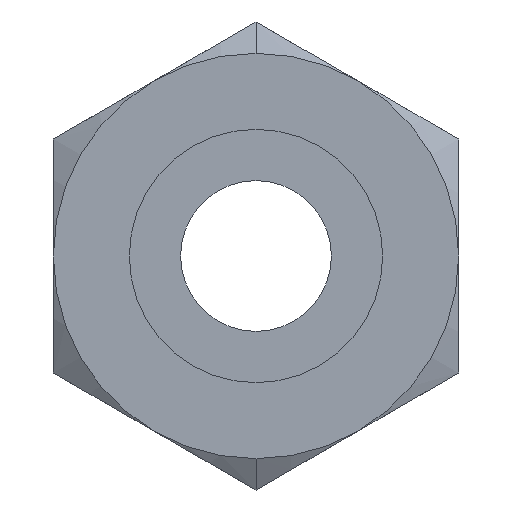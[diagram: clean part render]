
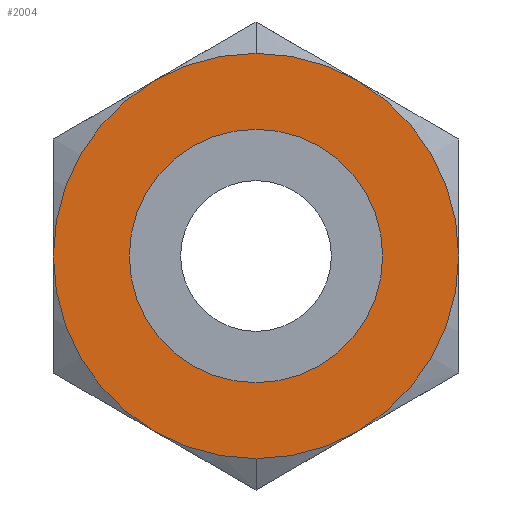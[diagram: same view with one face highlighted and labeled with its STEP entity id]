
A CAD part, left-side view. The second image highlights one B-rep face of the part: STEP entity #2004.
In plain terms, the highlighted planar face has unit normal (-1, 0, 0).
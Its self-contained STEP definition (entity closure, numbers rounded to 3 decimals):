
#169 = CARTESIAN_POINT ( 'NONE',  ( 0., 0., 10. ) ) ;
#454 = CARTESIAN_POINT ( 'NONE',  ( 0., 0., 0. ) ) ;
#499 = DIRECTION ( 'NONE',  ( 0., 0., 1. ) ) ;
#625 = EDGE_LOOP ( 'NONE', ( #5004, #5555 ) ) ;
#721 = DIRECTION ( 'NONE',  ( 0., 0., -1. ) ) ;
#1034 = CIRCLE ( 'NONE', #9622, 16. ) ;
#1500 = DIRECTION ( 'NONE',  ( 1., 0., 0. ) ) ;
#1523 = CIRCLE ( 'NONE', #2911, 10. ) ;
#1600 = CARTESIAN_POINT ( 'NONE',  ( 0., 0., 0. ) ) ;
#1845 = VERTEX_POINT ( 'NONE', #7752 ) ;
#1990 = FACE_OUTER_BOUND ( 'NONE', #625, .T. ) ;
#2004 = ADVANCED_FACE ( 'NONE', ( #6549, #1990 ), #2634, .T. ) ;
#2594 = EDGE_LOOP ( 'NONE', ( #2663, #2812 ) ) ;
#2634 = PLANE ( 'NONE',  #9324 ) ;
#2663 = ORIENTED_EDGE ( 'NONE', *, *, #6743, .T. ) ;
#2678 = DIRECTION ( 'NONE',  ( -1., 0., 0. ) ) ;
#2812 = ORIENTED_EDGE ( 'NONE', *, *, #5001, .T. ) ;
#2911 = AXIS2_PLACEMENT_3D ( 'NONE', #4163, #7170, #499 ) ;
#3161 = VERTEX_POINT ( 'NONE', #6210 ) ;
#3358 = VERTEX_POINT ( 'NONE', #169 ) ;
#3429 = DIRECTION ( 'NONE',  ( 1., 0., 0. ) ) ;
#3693 = DIRECTION ( 'NONE',  ( 1., 0., 0. ) ) ;
#4163 = CARTESIAN_POINT ( 'NONE',  ( 0., 0., 0. ) ) ;
#4295 = CIRCLE ( 'NONE', #5554, 16. ) ;
#4330 = VERTEX_POINT ( 'NONE', #9332 ) ;
#4337 = DIRECTION ( 'NONE',  ( 0., 0., 1. ) ) ;
#5001 = EDGE_CURVE ( 'NONE', #3358, #3161, #1523, .T. ) ;
#5004 = ORIENTED_EDGE ( 'NONE', *, *, #6758, .F. ) ;
#5011 = EDGE_CURVE ( 'NONE', #4330, #1845, #1034, .T. ) ;
#5554 = AXIS2_PLACEMENT_3D ( 'NONE', #6056, #3693, #8939 ) ;
#5555 = ORIENTED_EDGE ( 'NONE', *, *, #5011, .F. ) ;
#5693 = DIRECTION ( 'NONE',  ( 0., 0., -1. ) ) ;
#5871 = AXIS2_PLACEMENT_3D ( 'NONE', #1600, #1500, #721 ) ;
#6056 = CARTESIAN_POINT ( 'NONE',  ( 0., 0., 0. ) ) ;
#6210 = CARTESIAN_POINT ( 'NONE',  ( 0., 0., -10. ) ) ;
#6549 = FACE_BOUND ( 'NONE', #2594, .T. ) ;
#6743 = EDGE_CURVE ( 'NONE', #3161, #3358, #8536, .T. ) ;
#6758 = EDGE_CURVE ( 'NONE', #1845, #4330, #4295, .T. ) ;
#7170 = DIRECTION ( 'NONE',  ( 1., 0., 0. ) ) ;
#7752 = CARTESIAN_POINT ( 'NONE',  ( 0., 0., 16. ) ) ;
#8536 = CIRCLE ( 'NONE', #5871, 10. ) ;
#8796 = CARTESIAN_POINT ( 'NONE',  ( 0., 0., 8. ) ) ;
#8939 = DIRECTION ( 'NONE',  ( 0., 0., 1. ) ) ;
#9324 = AXIS2_PLACEMENT_3D ( 'NONE', #8796, #2678, #4337 ) ;
#9332 = CARTESIAN_POINT ( 'NONE',  ( 0., 0., -16. ) ) ;
#9622 = AXIS2_PLACEMENT_3D ( 'NONE', #454, #3429, #5693 ) ;
